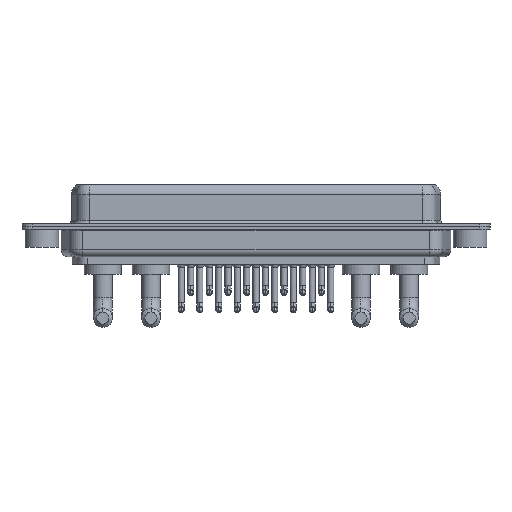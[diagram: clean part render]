
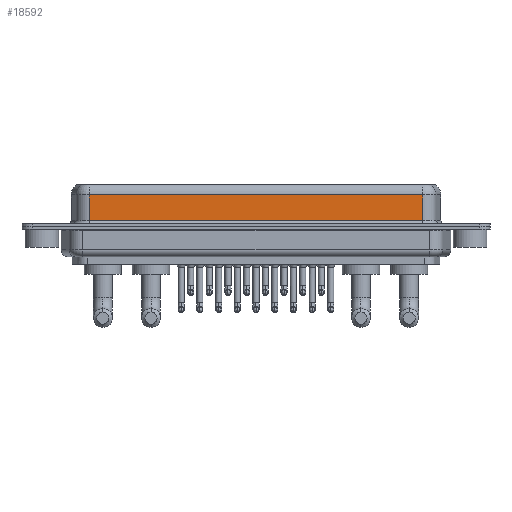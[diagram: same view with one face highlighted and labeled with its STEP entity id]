
A CAD part, front view. The second image highlights one B-rep face of the part: STEP entity #18592.
In plain terms, the highlighted planar face has unit normal (0, -1, 0).
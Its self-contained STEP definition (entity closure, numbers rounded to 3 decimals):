
#291 = CARTESIAN_POINT ( 'NONE',  ( 56.462, -3.95, 6.4 ) ) ;
#985 = VECTOR ( 'NONE', #14017, 1000. ) ;
#1096 = EDGE_CURVE ( 'NONE', #4200, #6593, #6255, .T. ) ;
#1294 = DIRECTION ( 'NONE',  ( 0., 0., -1. ) ) ;
#1547 = FACE_OUTER_BOUND ( 'NONE', #21422, .T. ) ;
#1666 = VERTEX_POINT ( 'NONE', #2072 ) ;
#1679 = DIRECTION ( 'NONE',  ( 1., 0., 0. ) ) ;
#2061 = CARTESIAN_POINT ( 'NONE',  ( 56.462, -3.95, 4.65 ) ) ;
#2072 = CARTESIAN_POINT ( 'NONE',  ( 56.462, -3.95, 4.65 ) ) ;
#3467 = VECTOR ( 'NONE', #1679, 1000. ) ;
#4200 = VERTEX_POINT ( 'NONE', #13931 ) ;
#4675 = AXIS2_PLACEMENT_3D ( 'NONE', #291, #18832, #13488 ) ;
#4811 = LINE ( 'NONE', #6701, #3467 ) ;
#6255 = LINE ( 'NONE', #7932, #16271 ) ;
#6502 = CARTESIAN_POINT ( 'NONE',  ( 56.462, -3.95, 0.9 ) ) ;
#6593 = VERTEX_POINT ( 'NONE', #13261 ) ;
#6701 = CARTESIAN_POINT ( 'NONE',  ( 56.462, -3.95, 0.9 ) ) ;
#6738 = ORIENTED_EDGE ( 'NONE', *, *, #1096, .T. ) ;
#7353 = VECTOR ( 'NONE', #1294, 1000. ) ;
#7932 = CARTESIAN_POINT ( 'NONE',  ( 7.038, -3.95, 6.4 ) ) ;
#9269 = ORIENTED_EDGE ( 'NONE', *, *, #21945, .T. ) ;
#11112 = ORIENTED_EDGE ( 'NONE', *, *, #13508, .F. ) ;
#12133 = LINE ( 'NONE', #2061, #985 ) ;
#12150 = PLANE ( 'NONE',  #4675 ) ;
#13079 = DIRECTION ( 'NONE',  ( 0., 0., -1. ) ) ;
#13261 = CARTESIAN_POINT ( 'NONE',  ( 7.038, -3.95, 0.9 ) ) ;
#13488 = DIRECTION ( 'NONE',  ( 0., 0., 1. ) ) ;
#13508 = EDGE_CURVE ( 'NONE', #1666, #17539, #15355, .T. ) ;
#13577 = CARTESIAN_POINT ( 'NONE',  ( 56.462, -3.95, 6.4 ) ) ;
#13931 = CARTESIAN_POINT ( 'NONE',  ( 7.038, -3.95, 4.65 ) ) ;
#14017 = DIRECTION ( 'NONE',  ( -1., 0., 0. ) ) ;
#15355 = LINE ( 'NONE', #13577, #7353 ) ;
#15659 = EDGE_CURVE ( 'NONE', #6593, #17539, #4811, .T. ) ;
#16271 = VECTOR ( 'NONE', #13079, 1000. ) ;
#17539 = VERTEX_POINT ( 'NONE', #6502 ) ;
#18592 = ADVANCED_FACE ( 'NONE', ( #1547 ), #12150, .F. ) ;
#18832 = DIRECTION ( 'NONE',  ( 0., 1., 0. ) ) ;
#21172 = ORIENTED_EDGE ( 'NONE', *, *, #15659, .T. ) ;
#21422 = EDGE_LOOP ( 'NONE', ( #11112, #9269, #6738, #21172 ) ) ;
#21945 = EDGE_CURVE ( 'NONE', #1666, #4200, #12133, .T. ) ;
